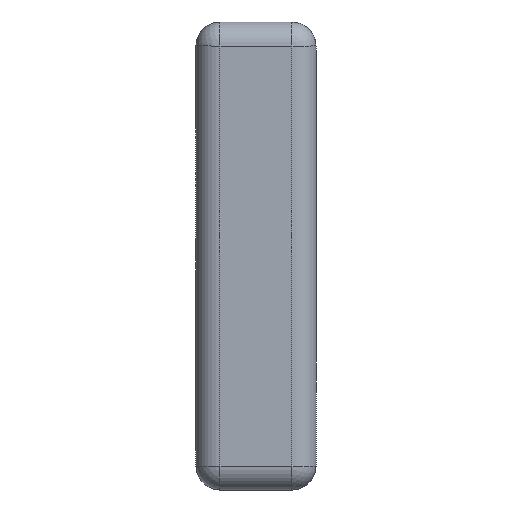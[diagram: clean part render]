
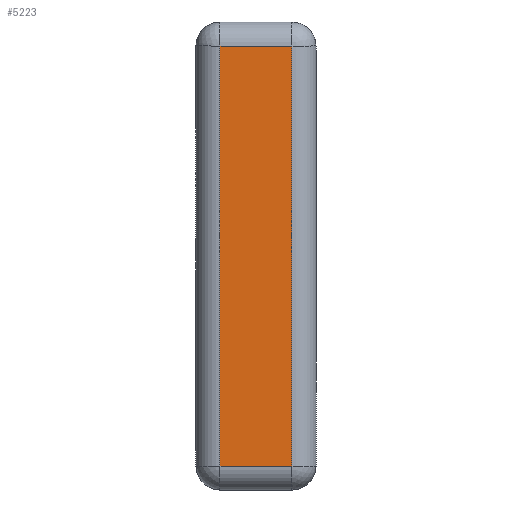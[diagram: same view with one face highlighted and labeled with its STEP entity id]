
A CAD part, left-side view. The second image highlights one B-rep face of the part: STEP entity #5223.
In plain terms, the highlighted planar face has unit normal (-1, 0, 0).
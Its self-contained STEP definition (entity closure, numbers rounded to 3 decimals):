
#539=PLANE('',#5550);
#641=LINE('',#6553,#1077);
#643=LINE('',#6563,#1079);
#646=LINE('',#6573,#1082);
#647=LINE('',#6574,#1083);
#1077=VECTOR('',#5739,10.);
#1079=VECTOR('',#5751,10.);
#1082=VECTOR('',#5760,10.);
#1083=VECTOR('',#5761,10.);
#1537=FACE_OUTER_BOUND('',#1842,.T.);
#1842=EDGE_LOOP('',(#3583,#3584,#3585,#3586));
#2211=VERTEX_POINT('',#6545);
#2214=VERTEX_POINT('',#6552);
#2217=VERTEX_POINT('',#6562);
#2221=VERTEX_POINT('',#6572);
#2749=EDGE_CURVE('',#2211,#2214,#641,.T.);
#2754=EDGE_CURVE('',#2214,#2217,#643,.T.);
#2759=EDGE_CURVE('',#2221,#2211,#646,.T.);
#2760=EDGE_CURVE('',#2217,#2221,#647,.T.);
#3583=ORIENTED_EDGE('',*,*,#2749,.F.);
#3584=ORIENTED_EDGE('',*,*,#2759,.F.);
#3585=ORIENTED_EDGE('',*,*,#2760,.F.);
#3586=ORIENTED_EDGE('',*,*,#2754,.F.);
#5223=ADVANCED_FACE('',(#1537),#539,.T.);
#5550=AXIS2_PLACEMENT_3D('',#6571,#5758,#5759);
#5739=DIRECTION('',(0.,1.,0.));
#5751=DIRECTION('',(0.,0.,1.));
#5758=DIRECTION('center_axis',(-1.,0.,0.));
#5759=DIRECTION('ref_axis',(0.,0.,1.));
#5760=DIRECTION('',(0.,0.,-1.));
#5761=DIRECTION('',(0.,-1.,0.));
#6545=CARTESIAN_POINT('',(-4.,2.,-17.));
#6552=CARTESIAN_POINT('',(-4.,8.,-17.));
#6553=CARTESIAN_POINT('',(-4.,0.,-17.));
#6562=CARTESIAN_POINT('',(-4.,8.,18.));
#6563=CARTESIAN_POINT('',(-4.,8.,-9.25));
#6571=CARTESIAN_POINT('Origin',(-4.,0.,-19.));
#6572=CARTESIAN_POINT('',(-4.,2.,18.));
#6573=CARTESIAN_POINT('',(-4.,2.,-9.25));
#6574=CARTESIAN_POINT('',(-4.,0.,18.));
